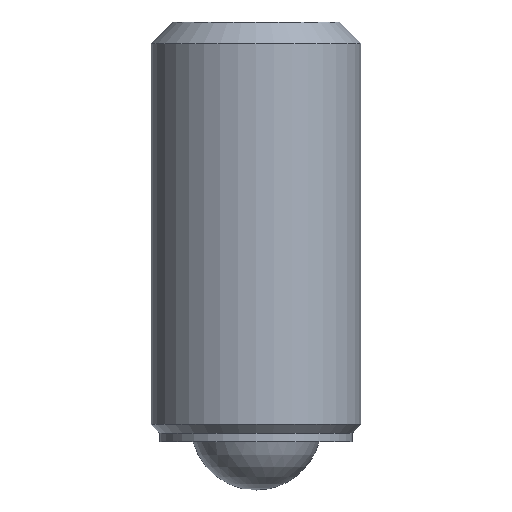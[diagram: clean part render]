
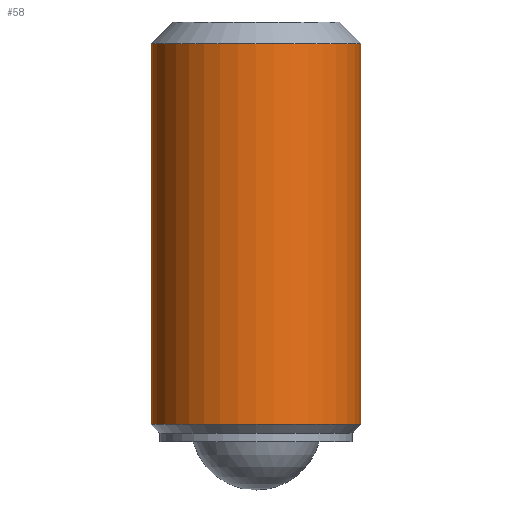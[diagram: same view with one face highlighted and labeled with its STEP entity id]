
A CAD part, front view. The second image highlights one B-rep face of the part: STEP entity #58.
In plain terms, the highlighted cylindrical face has radius 12 mm (diameter 24 mm), a full revolution.
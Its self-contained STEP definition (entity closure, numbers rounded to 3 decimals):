
#58 = ADVANCED_FACE( '', ( #124, #125 ), #126, .T. );
#124 = FACE_OUTER_BOUND( '', #197, .T. );
#125 = FACE_OUTER_BOUND( '', #198, .T. );
#126 = CYLINDRICAL_SURFACE( '', #199, 12. );
#197 = EDGE_LOOP( '', ( #300 ) );
#198 = EDGE_LOOP( '', ( #301 ) );
#199 = AXIS2_PLACEMENT_3D( '', #302, #303, #304 );
#300 = ORIENTED_EDGE( '', *, *, #411, .T. );
#301 = ORIENTED_EDGE( '', *, *, #423, .T. );
#302 = CARTESIAN_POINT( '', ( 0., 0., 57.15 ) );
#303 = DIRECTION( '', ( 0., 0., -1. ) );
#304 = DIRECTION( '', ( 1., 0., 0. ) );
#411 = EDGE_CURVE( '', #482, #482, #483, .T. );
#423 = EDGE_CURVE( '', #497, #497, #498, .T. );
#482 = VERTEX_POINT( '', #576 );
#483 = CIRCLE( '', #577, 12. );
#497 = VERTEX_POINT( '', #598 );
#498 = CIRCLE( '', #599, 12. );
#576 = CARTESIAN_POINT( '', ( -12., 0., 51. ) );
#577 = AXIS2_PLACEMENT_3D( '', #655, #656, #657 );
#598 = CARTESIAN_POINT( '', ( 12., 0., 7.5 ) );
#599 = AXIS2_PLACEMENT_3D( '', #665, #666, #667 );
#655 = CARTESIAN_POINT( '', ( 0., 0., 51. ) );
#656 = DIRECTION( '', ( 0., 0., -1. ) );
#657 = DIRECTION( '', ( -1., 0., 0. ) );
#665 = CARTESIAN_POINT( '', ( 0., 0., 7.5 ) );
#666 = DIRECTION( '', ( 0., 0., 1. ) );
#667 = DIRECTION( '', ( 1., 0., 0. ) );
